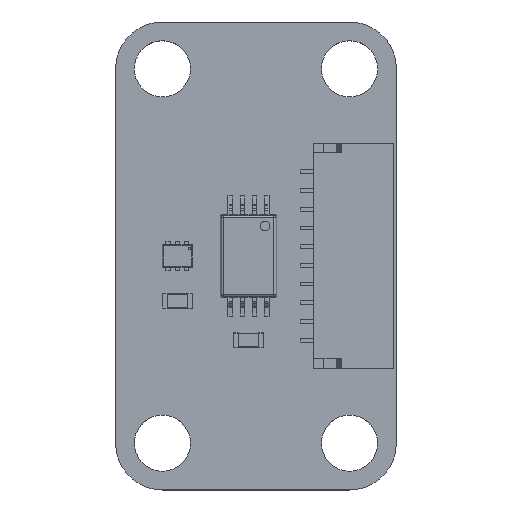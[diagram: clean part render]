
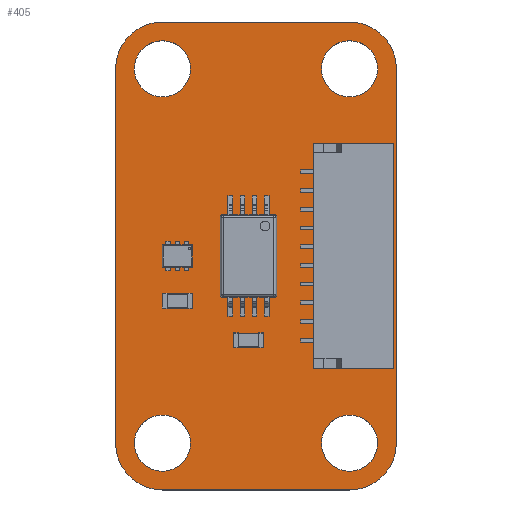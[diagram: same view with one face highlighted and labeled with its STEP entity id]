
A CAD part, top view. The second image highlights one B-rep face of the part: STEP entity #405.
In plain terms, the highlighted planar face has unit normal (0, 0, 1).
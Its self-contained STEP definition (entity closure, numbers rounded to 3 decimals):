
#22 = VERTEX_POINT('',#23);
#23 = CARTESIAN_POINT('',(7.5,9.999,0.));
#41 = VERTEX_POINT('',#42);
#42 = CARTESIAN_POINT('',(4.999,12.501,0.));
#48 = EDGE_CURVE('',#22,#41,#49,.T.);
#49 = CIRCLE('',#50,2.5);
#50 = AXIS2_PLACEMENT_3D('',#51,#52,#53);
#51 = CARTESIAN_POINT('',(5.,10.001,0.));
#52 = DIRECTION('',(-0.,0.,1.));
#53 = DIRECTION('',(1.,-0.001,0.));
#64 = VERTEX_POINT('',#65);
#65 = CARTESIAN_POINT('',(7.499,-10.001,0.));
#80 = EDGE_CURVE('',#64,#22,#81,.T.);
#81 = LINE('',#82,#83);
#82 = CARTESIAN_POINT('',(7.499,-10.001,0.));
#83 = VECTOR('',#84,1.);
#84 = DIRECTION('',(0.,1.,0.));
#104 = VERTEX_POINT('',#105);
#105 = CARTESIAN_POINT('',(-5.001,12.499,0.));
#111 = EDGE_CURVE('',#41,#104,#112,.T.);
#112 = LINE('',#113,#114);
#113 = CARTESIAN_POINT('',(4.999,12.501,0.));
#114 = VECTOR('',#115,1.);
#115 = DIRECTION('',(-1.,0.,0.));
#126 = VERTEX_POINT('',#127);
#127 = CARTESIAN_POINT('',(4.999,-12.501,0.));
#143 = EDGE_CURVE('',#126,#64,#144,.T.);
#144 = CIRCLE('',#145,2.499);
#145 = AXIS2_PLACEMENT_3D('',#146,#147,#148);
#146 = CARTESIAN_POINT('',(4.999,-10.001,0.));
#147 = DIRECTION('',(-0.,0.,1.));
#148 = DIRECTION('',(0.,-1.,0.));
#169 = VERTEX_POINT('',#170);
#170 = CARTESIAN_POINT('',(-7.5,9.999,0.));
#176 = EDGE_CURVE('',#104,#169,#177,.T.);
#177 = CIRCLE('',#178,2.502);
#178 = AXIS2_PLACEMENT_3D('',#179,#180,#181);
#179 = CARTESIAN_POINT('',(-4.998,9.998,0.));
#180 = DIRECTION('',(0.,0.,1.));
#181 = DIRECTION('',(-0.001,1.,0.));
#192 = VERTEX_POINT('',#193);
#193 = CARTESIAN_POINT('',(-5.001,-12.501,0.));
#208 = EDGE_CURVE('',#192,#126,#209,.T.);
#209 = LINE('',#210,#211);
#210 = CARTESIAN_POINT('',(-5.001,-12.501,0.));
#211 = VECTOR('',#212,1.);
#212 = DIRECTION('',(1.,0.,0.));
#232 = VERTEX_POINT('',#233);
#233 = CARTESIAN_POINT('',(-7.5,-10.001,0.));
#239 = EDGE_CURVE('',#169,#232,#240,.T.);
#240 = LINE('',#241,#242);
#241 = CARTESIAN_POINT('',(-7.5,9.999,0.));
#242 = VECTOR('',#243,1.);
#243 = DIRECTION('',(0.,-1.,0.));
#262 = EDGE_CURVE('',#232,#192,#263,.T.);
#263 = CIRCLE('',#264,2.499);
#264 = AXIS2_PLACEMENT_3D('',#265,#266,#267);
#265 = CARTESIAN_POINT('',(-5.001,-10.001,0.));
#266 = DIRECTION('',(0.,0.,1.));
#267 = DIRECTION('',(-1.,0.,0.));
#278 = VERTEX_POINT('',#279);
#279 = CARTESIAN_POINT('',(6.497,9.999,0.));
#295 = EDGE_CURVE('',#278,#278,#296,.T.);
#296 = CIRCLE('',#297,1.5);
#297 = AXIS2_PLACEMENT_3D('',#298,#299,#300);
#298 = CARTESIAN_POINT('',(4.997,9.999,0.));
#299 = DIRECTION('',(0.,0.,1.));
#300 = DIRECTION('',(1.,0.,0.));
#311 = VERTEX_POINT('',#312);
#312 = CARTESIAN_POINT('',(-5.003,11.499,0.));
#328 = EDGE_CURVE('',#311,#311,#329,.T.);
#329 = CIRCLE('',#330,1.5);
#330 = AXIS2_PLACEMENT_3D('',#331,#332,#333);
#331 = CARTESIAN_POINT('',(-5.003,9.999,0.));
#332 = DIRECTION('',(0.,-0.,1.));
#333 = DIRECTION('',(0.,1.,0.));
#344 = VERTEX_POINT('',#345);
#345 = CARTESIAN_POINT('',(-3.503,-10.001,0.));
#361 = EDGE_CURVE('',#344,#344,#362,.T.);
#362 = CIRCLE('',#363,1.5);
#363 = AXIS2_PLACEMENT_3D('',#364,#365,#366);
#364 = CARTESIAN_POINT('',(-5.003,-10.001,0.));
#365 = DIRECTION('',(0.,0.,1.));
#366 = DIRECTION('',(1.,0.,0.));
#377 = VERTEX_POINT('',#378);
#378 = CARTESIAN_POINT('',(4.997,-8.501,0.));
#394 = EDGE_CURVE('',#377,#377,#395,.T.);
#395 = CIRCLE('',#396,1.5);
#396 = AXIS2_PLACEMENT_3D('',#397,#398,#399);
#397 = CARTESIAN_POINT('',(4.997,-10.001,0.));
#398 = DIRECTION('',(0.,-0.,1.));
#399 = DIRECTION('',(0.,1.,0.));
#405 = ADVANCED_FACE('',(#406,#416,#419,#422,#425),#428,.F.);
#406 = FACE_BOUND('',#407,.F.);
#407 = EDGE_LOOP('',(#408,#409,#410,#411,#412,#413,#414,#415));
#408 = ORIENTED_EDGE('',*,*,#48,.F.);
#409 = ORIENTED_EDGE('',*,*,#80,.F.);
#410 = ORIENTED_EDGE('',*,*,#143,.F.);
#411 = ORIENTED_EDGE('',*,*,#208,.F.);
#412 = ORIENTED_EDGE('',*,*,#262,.F.);
#413 = ORIENTED_EDGE('',*,*,#239,.F.);
#414 = ORIENTED_EDGE('',*,*,#176,.F.);
#415 = ORIENTED_EDGE('',*,*,#111,.F.);
#416 = FACE_BOUND('',#417,.F.);
#417 = EDGE_LOOP('',(#418));
#418 = ORIENTED_EDGE('',*,*,#295,.T.);
#419 = FACE_BOUND('',#420,.F.);
#420 = EDGE_LOOP('',(#421));
#421 = ORIENTED_EDGE('',*,*,#328,.T.);
#422 = FACE_BOUND('',#423,.F.);
#423 = EDGE_LOOP('',(#424));
#424 = ORIENTED_EDGE('',*,*,#361,.T.);
#425 = FACE_BOUND('',#426,.F.);
#426 = EDGE_LOOP('',(#427));
#427 = ORIENTED_EDGE('',*,*,#394,.T.);
#428 = PLANE('',#429);
#429 = AXIS2_PLACEMENT_3D('',#430,#431,#432);
#430 = CARTESIAN_POINT('',(7.5,9.999,0.));
#431 = DIRECTION('',(0.,0.,-1.));
#432 = DIRECTION('',(-1.,0.,0.));
